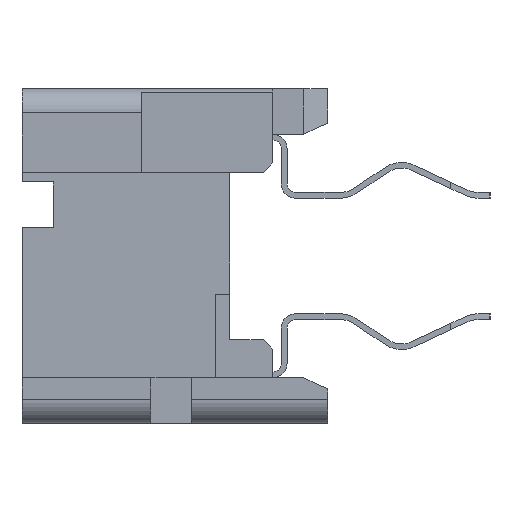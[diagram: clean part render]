
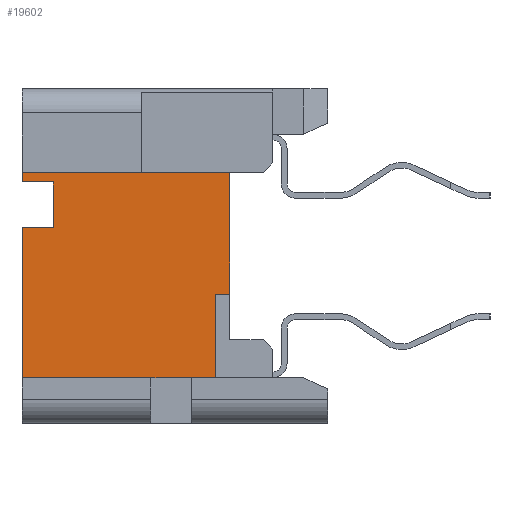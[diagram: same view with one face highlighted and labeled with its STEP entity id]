
A CAD part, left-side view. The second image highlights one B-rep face of the part: STEP entity #19602.
In plain terms, the highlighted planar face has unit normal (-1, 0, 0).
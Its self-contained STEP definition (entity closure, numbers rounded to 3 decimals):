
#949=DIRECTION('',(0.,0.,1.));
#950=VECTOR('',#949,3.15);
#951=CARTESIAN_POINT('',(-10.675,6.4,-2.55));
#952=LINE('',#951,#950);
#1117=DIRECTION('',(0.,0.,1.));
#1118=VECTOR('',#1117,0.2);
#1119=CARTESIAN_POINT('',(-10.675,6.4,1.55));
#1120=LINE('',#1119,#1118);
#2008=DIRECTION('',(0.,1.,0.));
#2009=VECTOR('',#2008,0.3);
#2010=CARTESIAN_POINT('',(-10.675,2.05,-0.8));
#2011=LINE('',#2010,#2009);
#2012=DIRECTION('',(0.,0.,1.));
#2013=VECTOR('',#2012,1.75);
#2014=CARTESIAN_POINT('',(-10.675,2.35,-2.55));
#2015=LINE('',#2014,#2013);
#2016=DIRECTION('',(0.,1.,0.));
#2017=VECTOR('',#2016,0.5);
#2018=CARTESIAN_POINT('',(-10.675,2.35,-2.55));
#2019=LINE('',#2018,#2017);
#2020=DIRECTION('',(0.,1.,0.));
#2021=VECTOR('',#2020,0.85);
#2022=CARTESIAN_POINT('',(-10.675,2.85,-2.55));
#2023=LINE('',#2022,#2021);
#2024=DIRECTION('',(0.,1.,0.));
#2025=VECTOR('',#2024,2.7);
#2026=CARTESIAN_POINT('',(-10.675,3.7,-2.55));
#2027=LINE('',#2026,#2025);
#2028=DIRECTION('',(0.,-1.,0.));
#2029=VECTOR('',#2028,0.65);
#2030=CARTESIAN_POINT('',(-10.675,6.4,0.6));
#2031=LINE('',#2030,#2029);
#2032=DIRECTION('',(0.,0.,-1.));
#2033=VECTOR('',#2032,0.95);
#2034=CARTESIAN_POINT('',(-10.675,5.75,1.55));
#2035=LINE('',#2034,#2033);
#2036=DIRECTION('',(0.,-1.,0.));
#2037=VECTOR('',#2036,0.65);
#2038=CARTESIAN_POINT('',(-10.675,6.4,1.55));
#2039=LINE('',#2038,#2037);
#2040=DIRECTION('',(0.,0.,-1.));
#2041=VECTOR('',#2040,2.55);
#2042=CARTESIAN_POINT('',(-10.675,2.05,1.75));
#2043=LINE('',#2042,#2041);
#2852=DIRECTION('',(0.,1.,0.));
#2853=VECTOR('',#2852,4.35);
#2854=CARTESIAN_POINT('',(-10.675,2.05,1.75));
#2855=LINE('',#2854,#2853);
#13643=CARTESIAN_POINT('',(-10.675,6.4,-2.55));
#13644=VERTEX_POINT('',#13643);
#13645=CARTESIAN_POINT('',(-10.675,6.4,1.75));
#13647=VERTEX_POINT('',#13645);
#13667=CARTESIAN_POINT('',(-10.675,6.4,0.6));
#13669=VERTEX_POINT('',#13667);
#13671=CARTESIAN_POINT('',(-10.675,6.4,1.55));
#13672=CARTESIAN_POINT('',(-10.675,5.75,1.55));
#13673=VERTEX_POINT('',#13671);
#13674=VERTEX_POINT('',#13672);
#13675=CARTESIAN_POINT('',(-10.675,5.75,0.6));
#13676=VERTEX_POINT('',#13675);
#13687=CARTESIAN_POINT('',(-10.675,2.05,1.75));
#13688=VERTEX_POINT('',#13687);
#13821=CARTESIAN_POINT('',(-10.675,2.05,-0.8));
#13822=CARTESIAN_POINT('',(-10.675,2.35,-0.8));
#13823=VERTEX_POINT('',#13821);
#13824=VERTEX_POINT('',#13822);
#13825=CARTESIAN_POINT('',(-10.675,2.35,-2.55));
#13826=VERTEX_POINT('',#13825);
#13829=CARTESIAN_POINT('',(-10.675,2.85,-2.55));
#13830=VERTEX_POINT('',#13829);
#13831=CARTESIAN_POINT('',(-10.675,3.7,-2.55));
#13832=VERTEX_POINT('',#13831);
#19577=CARTESIAN_POINT('',(-10.675,0.,-2.55));
#19578=DIRECTION('',(-1.,0.,0.));
#19579=DIRECTION('',(0.,0.,1.));
#19580=AXIS2_PLACEMENT_3D('',#19577,#19578,#19579);
#19581=PLANE('',#19580);
#19583=ORIENTED_EDGE('',*,*,#19582,.T.);
#19585=ORIENTED_EDGE('',*,*,#19584,.F.);
#19586=ORIENTED_EDGE('',*,*,#19511,.T.);
#19588=ORIENTED_EDGE('',*,*,#19587,.T.);
#19589=ORIENTED_EDGE('',*,*,#19487,.T.);
#19590=ORIENTED_EDGE('',*,*,#18629,.T.);
#19591=ORIENTED_EDGE('',*,*,#18837,.T.);
#19593=ORIENTED_EDGE('',*,*,#19592,.F.);
#19594=ORIENTED_EDGE('',*,*,#18951,.F.);
#19595=ORIENTED_EDGE('',*,*,#18766,.T.);
#19597=ORIENTED_EDGE('',*,*,#19596,.F.);
#19599=ORIENTED_EDGE('',*,*,#19598,.T.);
#19600=EDGE_LOOP('',(#19583,#19585,#19586,#19588,#19589,#19590,#19591,#19593,
#19594,#19595,#19597,#19599));
#19601=FACE_OUTER_BOUND('',#19600,.F.);
#19602=ADVANCED_FACE('',(#19601),#19581,.T.);
#18629=EDGE_CURVE('',#13644,#13669,#952,.T.);
#18766=EDGE_CURVE('',#13673,#13647,#1120,.T.);
#18837=EDGE_CURVE('',#13669,#13676,#2031,.T.);
#18951=EDGE_CURVE('',#13673,#13674,#2039,.T.);
#19487=EDGE_CURVE('',#13832,#13644,#2027,.T.);
#19511=EDGE_CURVE('',#13826,#13830,#2019,.T.);
#19582=EDGE_CURVE('',#13823,#13824,#2011,.T.);
#19584=EDGE_CURVE('',#13826,#13824,#2015,.T.);
#19587=EDGE_CURVE('',#13830,#13832,#2023,.T.);
#19592=EDGE_CURVE('',#13674,#13676,#2035,.T.);
#19596=EDGE_CURVE('',#13688,#13647,#2855,.T.);
#19598=EDGE_CURVE('',#13688,#13823,#2043,.T.);
